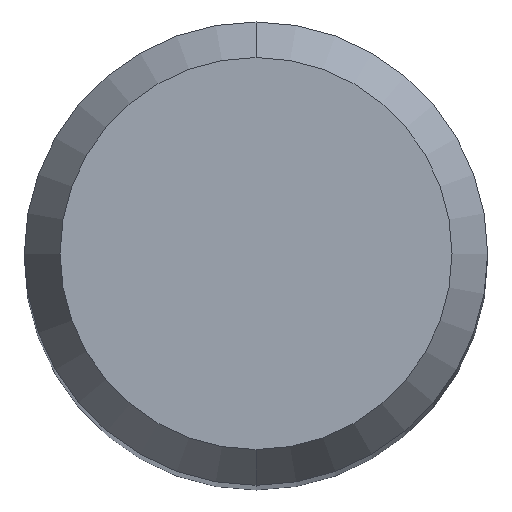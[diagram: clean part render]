
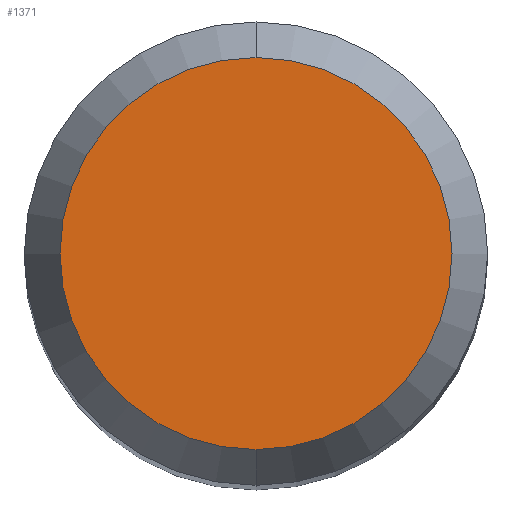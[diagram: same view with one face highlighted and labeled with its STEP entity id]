
A CAD part, top view. The second image highlights one B-rep face of the part: STEP entity #1371.
In plain terms, the highlighted planar face has unit normal (0, 0, 1).
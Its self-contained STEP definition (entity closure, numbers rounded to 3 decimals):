
#985=VERTEX_POINT('',#2683);
#1371=ADVANCED_FACE('',(#3100),#3101,.T.);
#1949=VERTEX_POINT('',#3717);
#1957=EDGE_CURVE('',#1949,#985,#3726,.T.);
#2359=EDGE_CURVE('',#985,#1949,#4177,.T.);
#2683=CARTESIAN_POINT('',(0.,-2.538,0.0));
#3100=FACE_OUTER_BOUND('',#8735,.T.);
#3101=PLANE('',#8736);
#3717=CARTESIAN_POINT('',(0.0,2.538,0.0));
#3726=CIRCLE('',#13302,2.538);
#4177=CIRCLE('',#18153,2.538);
#8735=EDGE_LOOP('',(#20736,#20737));
#8736=AXIS2_PLACEMENT_3D('',#20738,#20739,#20740);
#13302=AXIS2_PLACEMENT_3D('',#21302,#21303,#21304);
#18153=AXIS2_PLACEMENT_3D('',#21822,#21823,#21824);
#20736=ORIENTED_EDGE('',*,*,#1957,.F.);
#20737=ORIENTED_EDGE('',*,*,#2359,.F.);
#20738=CARTESIAN_POINT('',(0.0,1.269,0.0));
#20739=DIRECTION('',(-0.0,0.0,1.0));
#20740=DIRECTION('',(0.0,-1.0,0.0));
#21302=CARTESIAN_POINT('',(0.0,0.0,0.0));
#21303=DIRECTION('',(0.0,0.0,-1.0));
#21304=DIRECTION('',(0.0,1.0,0.0));
#21822=CARTESIAN_POINT('',(0.0,0.0,0.0));
#21823=DIRECTION('',(0.0,0.0,-1.0));
#21824=DIRECTION('',(0.0,1.0,0.0));
